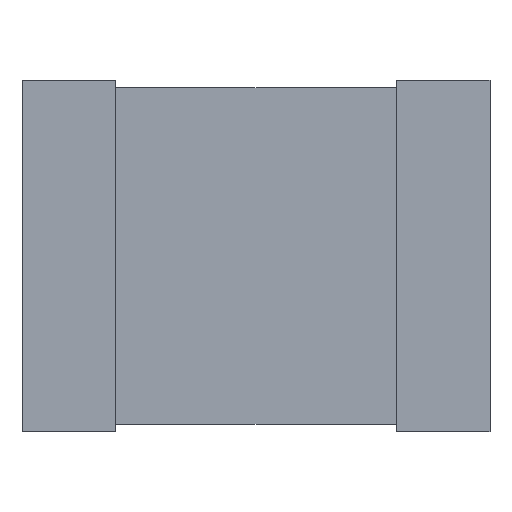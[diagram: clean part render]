
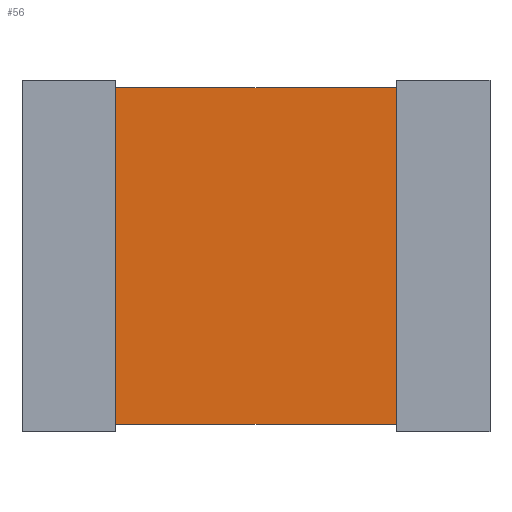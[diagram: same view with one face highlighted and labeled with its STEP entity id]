
A CAD part, front view. The second image highlights one B-rep face of the part: STEP entity #56.
In plain terms, the highlighted planar face has unit normal (0, -1, 0).
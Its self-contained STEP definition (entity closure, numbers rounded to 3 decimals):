
#56=ADVANCED_FACE('',(#114),#115,.F.);
#114=FACE_OUTER_BOUND('',#171,.T.);
#115=PLANE('',#172);
#171=EDGE_LOOP('',(#265,#266,#267,#268));
#172=AXIS2_PLACEMENT_3D('',#269,#270,#271);
#265=ORIENTED_EDGE('',*,*,#337,.T.);
#266=ORIENTED_EDGE('',*,*,#362,.F.);
#267=ORIENTED_EDGE('',*,*,#363,.F.);
#268=ORIENTED_EDGE('',*,*,#359,.F.);
#269=CARTESIAN_POINT('',(1.0,0.012,0.75));
#270=DIRECTION('',(0.0,1.0,0.0));
#271=DIRECTION('',(0.0,0.0,1.0));
#337=EDGE_CURVE('',#393,#394,#395,.T.);
#359=EDGE_CURVE('',#393,#425,#426,.T.);
#362=EDGE_CURVE('',#429,#394,#430,.T.);
#363=EDGE_CURVE('',#425,#429,#431,.T.);
#393=VERTEX_POINT('',#473);
#394=VERTEX_POINT('',#474);
#395=LINE('',#475,#476);
#425=VERTEX_POINT('',#520);
#426=LINE('',#521,#522);
#429=VERTEX_POINT('',#526);
#430=LINE('',#527,#528);
#431=LINE('',#529,#530);
#473=CARTESIAN_POINT('',(1.6,0.012,0.03));
#474=CARTESIAN_POINT('',(1.6,0.012,1.47));
#475=CARTESIAN_POINT('',(1.6,0.012,0.75));
#476=VECTOR('',#576,1.0);
#520=CARTESIAN_POINT('',(0.4,0.012,0.03));
#521=CARTESIAN_POINT('',(1.0,0.012,0.03));
#522=VECTOR('',#591,1.0);
#526=CARTESIAN_POINT('',(0.4,0.012,1.47));
#527=CARTESIAN_POINT('',(1.0,0.012,1.47));
#528=VECTOR('',#593,1.0);
#529=CARTESIAN_POINT('',(0.4,0.012,0.75));
#530=VECTOR('',#594,1.0);
#576=DIRECTION('',(0.0,0.0,1.0));
#591=DIRECTION('',(-1.0,0.0,0.0));
#593=DIRECTION('',(1.0,0.0,0.0));
#594=DIRECTION('',(0.0,-0.0,1.0));
